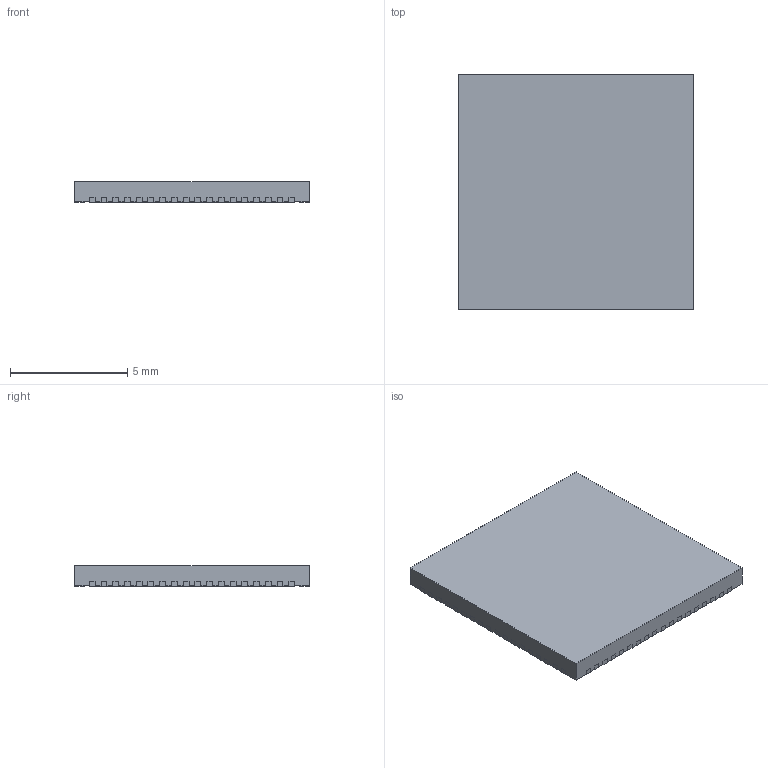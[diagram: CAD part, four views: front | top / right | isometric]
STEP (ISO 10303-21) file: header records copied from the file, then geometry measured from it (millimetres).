
FILE_DESCRIPTION((''),'2;1');
FILE_NAME('RWF0072A_ASM','2018-04-02T08:49:50',('a0412086'),(''),'CREO PARAMETRIC BY PTC INC, 2017260','CREO PARAMETRIC BY PTC INC, 2017260','');
FILE_SCHEMA(('AUTOMOTIVE_DESIGN { 1 0 10303 214 1 1 1 1 }'));
Length unit declared in the file: millimetre
Products named in the file (4): BODY-QFN; FRAME-RWF0072A; PIN1-ID; RWF0072A_ASM
Assembly tree (3 placements, depth 2):
  RWF0072A_ASM
    BODY-QFN
    FRAME-RWF0072A
    PIN1-ID
Bounding box: 10 x 10 x 0.88 mm (x, y, z)
Volume: 87.3 mm3; surface area: 444.7 mm2
Topology: 74 solids, 74 shells, 781 faces, 1890 edges, 1260 vertices
Faces by surface type: plane 621, cylinder 160
Entity records: 29574 total; most frequent: CARTESIAN_POINT 3981, DIRECTION 3838, ORIENTED_EDGE 3780, PRESENTATION_STYLE_ASSIGNMENT 2037, STYLED_ITEM 1964, CURVE_STYLE 1890, EDGE_CURVE 1890, VECTOR 1570
